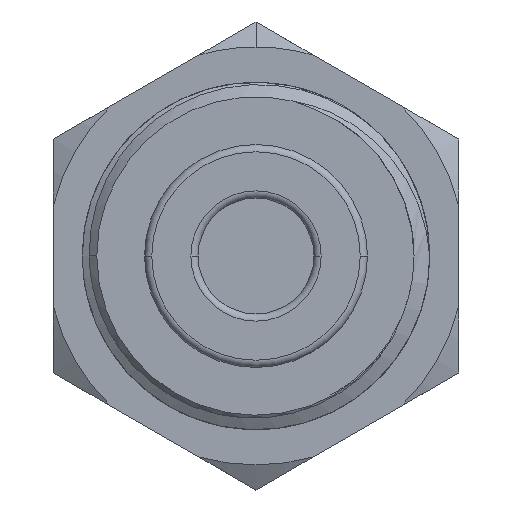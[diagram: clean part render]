
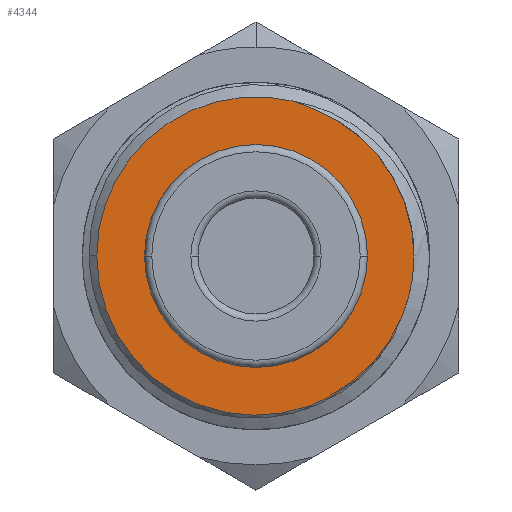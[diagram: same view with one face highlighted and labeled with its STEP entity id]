
A CAD part, front view. The second image highlights one B-rep face of the part: STEP entity #4344.
In plain terms, the highlighted planar face has unit normal (0, -1, 0).
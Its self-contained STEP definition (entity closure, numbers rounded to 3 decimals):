
#39 = AXIS2_PLACEMENT_3D ( 'NONE', #4335, #1765, #2394 ) ;
#61 = ORIENTED_EDGE ( 'NONE', *, *, #7036, .T. ) ;
#172 = ORIENTED_EDGE ( 'NONE', *, *, #1604, .T. ) ;
#194 = AXIS2_PLACEMENT_3D ( 'NONE', #3610, #7933, #6644 ) ;
#331 = EDGE_CURVE ( 'NONE', #3775, #3474, #1797, .T. ) ;
#403 = AXIS2_PLACEMENT_3D ( 'NONE', #1299, #3704, #8136 ) ;
#486 = CIRCLE ( 'NONE', #5837, 5.459 ) ;
#552 = PLANE ( 'NONE',  #2261 ) ;
#1097 = DIRECTION ( 'NONE',  ( 0., -1., 0. ) ) ;
#1138 = DIRECTION ( 'NONE',  ( 0., 1., 0. ) ) ;
#1248 = CARTESIAN_POINT ( 'NONE',  ( 2.4, -10., 0. ) ) ;
#1299 = CARTESIAN_POINT ( 'NONE',  ( 0., -10., 0. ) ) ;
#1325 = CARTESIAN_POINT ( 'NONE',  ( 0., -10., 0. ) ) ;
#1379 = EDGE_CURVE ( 'NONE', #3943, #2497, #7920, .T. ) ;
#1604 = EDGE_CURVE ( 'NONE', #2497, #7785, #2966, .T. ) ;
#1765 = DIRECTION ( 'NONE',  ( 0., -1., 0. ) ) ;
#1797 = CIRCLE ( 'NONE', #403, 5.5 ) ;
#1804 = ORIENTED_EDGE ( 'NONE', *, *, #4140, .F. ) ;
#2261 = AXIS2_PLACEMENT_3D ( 'NONE', #7468, #1138, #4290 ) ;
#2394 = DIRECTION ( 'NONE',  ( -1., 0., 0. ) ) ;
#2452 = CARTESIAN_POINT ( 'NONE',  ( -5.5, -10., 0. ) ) ;
#2497 = VERTEX_POINT ( 'NONE', #2698 ) ;
#2537 = AXIS2_PLACEMENT_3D ( 'NONE', #3606, #1097, #5533 ) ;
#2571 = DIRECTION ( 'NONE',  ( 0., -1., 0. ) ) ;
#2663 = FACE_OUTER_BOUND ( 'NONE', #2913, .T. ) ;
#2698 = CARTESIAN_POINT ( 'NONE',  ( 2.052, -10., 5.058 ) ) ;
#2713 = CARTESIAN_POINT ( 'NONE',  ( 4.831, -10., -2.613 ) ) ;
#2743 = CIRCLE ( 'NONE', #2537, 5.5 ) ;
#2908 = CARTESIAN_POINT ( 'NONE',  ( 1.281, -10., 5.349 ) ) ;
#2913 = EDGE_LOOP ( 'NONE', ( #3891, #5559, #172, #5200, #6208, #61 ) ) ;
#2955 = CARTESIAN_POINT ( 'NONE',  ( 5.459, -10., 0. ) ) ;
#2966 = B_SPLINE_CURVE_WITH_KNOTS ( 'NONE', 3,
 ( #3093, #4387, #3797, #6948 ),
 .UNSPECIFIED., .F., .F.,
 ( 4, 4 ),
 ( 0., 0.001 ),
 .UNSPECIFIED. ) ;
#3093 = CARTESIAN_POINT ( 'NONE',  ( 2.052, -10., 5.058 ) ) ;
#3474 = VERTEX_POINT ( 'NONE', #3713 ) ;
#3606 = CARTESIAN_POINT ( 'NONE',  ( 0., -10., 0. ) ) ;
#3610 = CARTESIAN_POINT ( 'NONE',  ( 0., -10., 0. ) ) ;
#3645 = CARTESIAN_POINT ( 'NONE',  ( 5.028, -10., -2.125 ) ) ;
#3704 = DIRECTION ( 'NONE',  ( 0., -1., 0. ) ) ;
#3713 = CARTESIAN_POINT ( 'NONE',  ( 4.708, -10., -2.843 ) ) ;
#3775 = VERTEX_POINT ( 'NONE', #2452 ) ;
#3797 = CARTESIAN_POINT ( 'NONE',  ( 1.544, -10., 5.271 ) ) ;
#3804 = DIRECTION ( 'NONE',  ( 0., -1., 0. ) ) ;
#3891 = ORIENTED_EDGE ( 'NONE', *, *, #5512, .T. ) ;
#3943 = VERTEX_POINT ( 'NONE', #2955 ) ;
#3952 = ORIENTED_EDGE ( 'NONE', *, *, #4456, .F. ) ;
#4140 = EDGE_CURVE ( 'NONE', #5611, #6202, #7922, .T. ) ;
#4290 = DIRECTION ( 'NONE',  ( -1., 0., 0. ) ) ;
#4335 = CARTESIAN_POINT ( 'NONE',  ( 0., -10., 0. ) ) ;
#4344 = ADVANCED_FACE ( 'NONE', ( #6716, #2663 ), #552, .F. ) ;
#4387 = CARTESIAN_POINT ( 'NONE',  ( 1.801, -10., 5.175 ) ) ;
#4423 = VERTEX_POINT ( 'NONE', #3645 ) ;
#4456 = EDGE_CURVE ( 'NONE', #6202, #5611, #7214, .T. ) ;
#4703 = CARTESIAN_POINT ( 'NONE',  ( 4.938, -10., -2.374 ) ) ;
#4852 = AXIS2_PLACEMENT_3D ( 'NONE', #5731, #2571, #6308 ) ;
#5098 = DIRECTION ( 'NONE',  ( -1., 0., 0. ) ) ;
#5200 = ORIENTED_EDGE ( 'NONE', *, *, #6620, .T. ) ;
#5512 = EDGE_CURVE ( 'NONE', #4423, #3943, #486, .T. ) ;
#5533 = DIRECTION ( 'NONE',  ( -1., 0., 0. ) ) ;
#5559 = ORIENTED_EDGE ( 'NONE', *, *, #1379, .T. ) ;
#5611 = VERTEX_POINT ( 'NONE', #1248 ) ;
#5731 = CARTESIAN_POINT ( 'NONE',  ( 0., -10., 0. ) ) ;
#5837 = AXIS2_PLACEMENT_3D ( 'NONE', #1325, #3804, #5098 ) ;
#5876 = CARTESIAN_POINT ( 'NONE',  ( 4.708, -10., -2.843 ) ) ;
#6155 = B_SPLINE_CURVE_WITH_KNOTS ( 'NONE', 3,
 ( #5876, #2713, #4703, #6526 ),
 .UNSPECIFIED., .F., .F.,
 ( 4, 4 ),
 ( 0.004, 0.005 ),
 .UNSPECIFIED. ) ;
#6202 = VERTEX_POINT ( 'NONE', #6371 ) ;
#6208 = ORIENTED_EDGE ( 'NONE', *, *, #331, .T. ) ;
#6308 = DIRECTION ( 'NONE',  ( -1., 0., 0. ) ) ;
#6357 = EDGE_LOOP ( 'NONE', ( #3952, #1804 ) ) ;
#6371 = CARTESIAN_POINT ( 'NONE',  ( -2.4, -10., 0. ) ) ;
#6526 = CARTESIAN_POINT ( 'NONE',  ( 5.028, -10., -2.125 ) ) ;
#6620 = EDGE_CURVE ( 'NONE', #7785, #3775, #2743, .T. ) ;
#6644 = DIRECTION ( 'NONE',  ( -1., 0., 0. ) ) ;
#6716 = FACE_BOUND ( 'NONE', #6357, .T. ) ;
#6948 = CARTESIAN_POINT ( 'NONE',  ( 1.281, -10., 5.349 ) ) ;
#7036 = EDGE_CURVE ( 'NONE', #3474, #4423, #6155, .T. ) ;
#7214 = CIRCLE ( 'NONE', #39, 2.4 ) ;
#7468 = CARTESIAN_POINT ( 'NONE',  ( 0., -10., 0. ) ) ;
#7785 = VERTEX_POINT ( 'NONE', #2908 ) ;
#7920 = CIRCLE ( 'NONE', #194, 5.459 ) ;
#7922 = CIRCLE ( 'NONE', #4852, 2.4 ) ;
#7933 = DIRECTION ( 'NONE',  ( 0., -1., 0. ) ) ;
#8136 = DIRECTION ( 'NONE',  ( -1., 0., 0. ) ) ;
